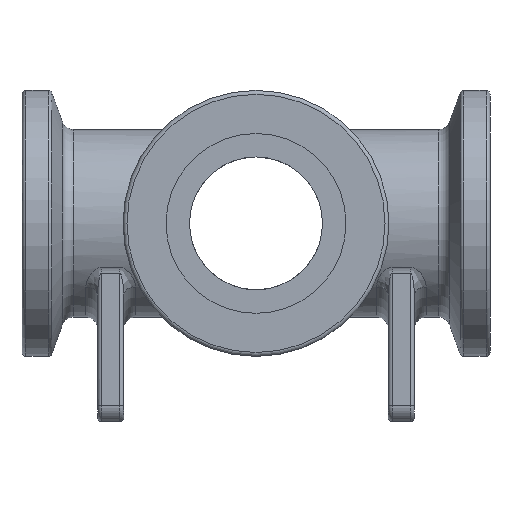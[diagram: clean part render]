
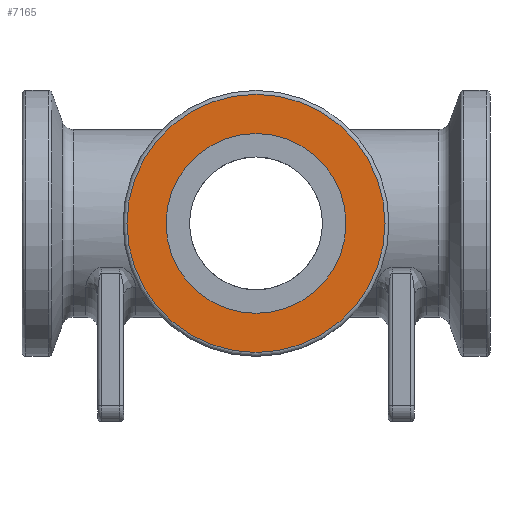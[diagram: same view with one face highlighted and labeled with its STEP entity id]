
A CAD part, front view. The second image highlights one B-rep face of the part: STEP entity #7165.
In plain terms, the highlighted planar face has unit normal (0, -1, 0).
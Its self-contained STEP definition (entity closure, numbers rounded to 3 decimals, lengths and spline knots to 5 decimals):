
#28=PLANE('',#7753);
#1823=FACE_BOUND('',#2381,.T.);
#1919=FACE_OUTER_BOUND('',#2380,.T.);
#2380=EDGE_LOOP('',(#5284));
#2381=EDGE_LOOP('',(#5285));
#2895=CIRCLE('',#7752,0.99);
#2896=CIRCLE('',#7754,0.69);
#3271=VERTEX_POINT('',#12986);
#3272=VERTEX_POINT('',#12989);
#4054=EDGE_CURVE('',#3271,#3271,#2895,.T.);
#4055=EDGE_CURVE('',#3272,#3272,#2896,.T.);
#5284=ORIENTED_EDGE('',*,*,#4054,.F.);
#5285=ORIENTED_EDGE('',*,*,#4055,.F.);
#7165=ADVANCED_FACE('',(#1919,#1823),#28,.T.);
#7752=AXIS2_PLACEMENT_3D('',#12987,#8617,#8618);
#7753=AXIS2_PLACEMENT_3D('',#12988,#8619,#8620);
#7754=AXIS2_PLACEMENT_3D('',#12990,#8621,#8622);
#8617=DIRECTION('center_axis',(0.,1.,0.));
#8618=DIRECTION('ref_axis',(-1.,0.,0.));
#8619=DIRECTION('center_axis',(0.,-1.,0.));
#8620=DIRECTION('ref_axis',(0.,0.,-1.));
#8621=DIRECTION('center_axis',(0.,-1.,0.));
#8622=DIRECTION('ref_axis',(1.,0.,0.));
#12986=CARTESIAN_POINT('',(0.99,-1.795,0.));
#12987=CARTESIAN_POINT('Origin',(0.,-1.795,0.));
#12988=CARTESIAN_POINT('Origin',(0.855,-1.795,0.));
#12989=CARTESIAN_POINT('',(0.69,-1.795,0.));
#12990=CARTESIAN_POINT('Origin',(0.,-1.795,0.));
